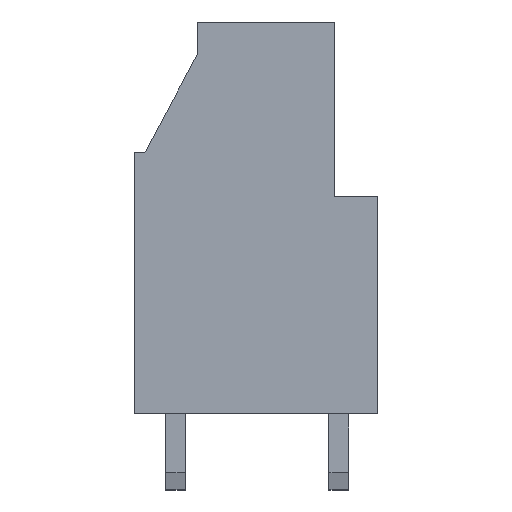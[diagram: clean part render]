
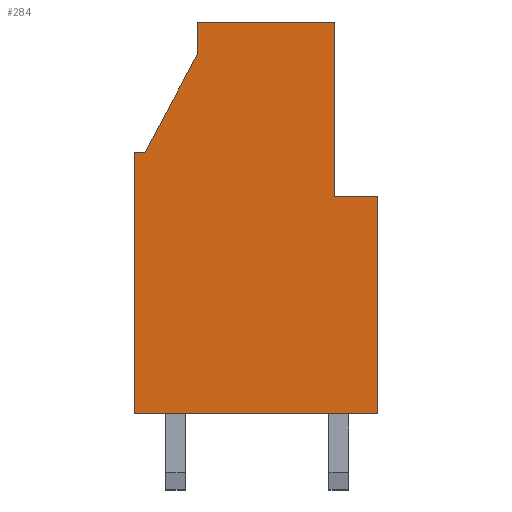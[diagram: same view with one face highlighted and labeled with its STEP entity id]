
A CAD part, front view. The second image highlights one B-rep face of the part: STEP entity #284.
In plain terms, the highlighted planar face has unit normal (0, -1, 0).
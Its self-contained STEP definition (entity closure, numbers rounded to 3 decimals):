
#284 = ADVANCED_FACE( '', ( #580 ), #581, .T. );
#580 = FACE_OUTER_BOUND( '', #890, .T. );
#581 = PLANE( '', #891 );
#890 = EDGE_LOOP( '', ( #1587, #1588, #1589, #1590, #1591, #1592, #1593, #1594, #1595 ) );
#891 = AXIS2_PLACEMENT_3D( '', #1596, #1597, #1598 );
#1587 = ORIENTED_EDGE( '', *, *, #2207, .T. );
#1588 = ORIENTED_EDGE( '', *, *, #2208, .F. );
#1589 = ORIENTED_EDGE( '', *, *, #1999, .F. );
#1590 = ORIENTED_EDGE( '', *, *, #2049, .T. );
#1591 = ORIENTED_EDGE( '', *, *, #2209, .T. );
#1592 = ORIENTED_EDGE( '', *, *, #2210, .T. );
#1593 = ORIENTED_EDGE( '', *, *, #2211, .T. );
#1594 = ORIENTED_EDGE( '', *, *, #1970, .T. );
#1595 = ORIENTED_EDGE( '', *, *, #2176, .F. );
#1596 = CARTESIAN_POINT( '', ( 0., -7.62, 0. ) );
#1597 = DIRECTION( '', ( 0., -1., 0. ) );
#1598 = DIRECTION( '', ( 0., 0., -1. ) );
#1970 = EDGE_CURVE( '', #2375, #2372, #2376, .T. );
#1999 = EDGE_CURVE( '', #2426, #2428, #2429, .T. );
#2049 = EDGE_CURVE( '', #2426, #2506, #2508, .T. );
#2176 = EDGE_CURVE( '', #2696, #2372, #2698, .T. );
#2207 = EDGE_CURVE( '', #2696, #2736, #2737, .T. );
#2208 = EDGE_CURVE( '', #2428, #2736, #2738, .T. );
#2209 = EDGE_CURVE( '', #2506, #2739, #2740, .T. );
#2210 = EDGE_CURVE( '', #2739, #2741, #2742, .T. );
#2211 = EDGE_CURVE( '', #2741, #2375, #2743, .T. );
#2372 = VERTEX_POINT( '', #2956 );
#2375 = VERTEX_POINT( '', #2960 );
#2376 = LINE( '', #2961, #2962 );
#2426 = VERTEX_POINT( '', #3034 );
#2428 = VERTEX_POINT( '', #3037 );
#2429 = LINE( '', #3038, #3039 );
#2506 = VERTEX_POINT( '', #3153 );
#2508 = LINE( '', #3156, #3157 );
#2696 = VERTEX_POINT( '', #3430 );
#2698 = LINE( '', #3433, #3434 );
#2736 = VERTEX_POINT( '', #3495 );
#2737 = LINE( '', #3496, #3497 );
#2738 = LINE( '', #3498, #3499 );
#2739 = VERTEX_POINT( '', #3500 );
#2740 = LINE( '', #3501, #3502 );
#2741 = VERTEX_POINT( '', #3503 );
#2742 = LINE( '', #3504, #3505 );
#2743 = LINE( '', #3506, #3507 );
#2956 = CARTESIAN_POINT( '', ( 0., -7.62, 0. ) );
#2960 = CARTESIAN_POINT( '', ( 0., -7.62, 12. ) );
#2961 = CARTESIAN_POINT( '', ( 0., -7.62, 18. ) );
#2962 = VECTOR( '', #3666, 1000. );
#3034 = CARTESIAN_POINT( '', ( 9.2, -7.62, 18. ) );
#3037 = CARTESIAN_POINT( '', ( 9.2, -7.62, 10. ) );
#3038 = CARTESIAN_POINT( '', ( 9.2, -7.62, 18. ) );
#3039 = VECTOR( '', #3690, 1000. );
#3153 = CARTESIAN_POINT( '', ( 2.9, -7.62, 18. ) );
#3156 = CARTESIAN_POINT( '', ( 11.2, -7.62, 18. ) );
#3157 = VECTOR( '', #3732, 1000. );
#3430 = CARTESIAN_POINT( '', ( 11.2, -7.62, 0. ) );
#3433 = CARTESIAN_POINT( '', ( 1.741, -7.62, 0. ) );
#3434 = VECTOR( '', #3846, 1000. );
#3495 = CARTESIAN_POINT( '', ( 11.2, -7.62, 10. ) );
#3496 = CARTESIAN_POINT( '', ( 11.2, -7.62, -3.5 ) );
#3497 = VECTOR( '', #3873, 1000. );
#3498 = CARTESIAN_POINT( '', ( 9.447, -7.62, 10. ) );
#3499 = VECTOR( '', #3874, 1000. );
#3500 = CARTESIAN_POINT( '', ( 2.9, -7.62, 16.5 ) );
#3501 = CARTESIAN_POINT( '', ( 2.9, -7.62, -1. ) );
#3502 = VECTOR( '', #3875, 1000. );
#3503 = CARTESIAN_POINT( '', ( 0.5, -7.62, 12. ) );
#3504 = CARTESIAN_POINT( '', ( -3.824, -7.62, 3.893 ) );
#3505 = VECTOR( '', #3876, 1000. );
#3506 = CARTESIAN_POINT( '', ( 5.35, -7.62, 12. ) );
#3507 = VECTOR( '', #3877, 1000. );
#3666 = DIRECTION( '', ( 0., 0., -1. ) );
#3690 = DIRECTION( '', ( 0., 0., -1. ) );
#3732 = DIRECTION( '', ( -1., 0., 0. ) );
#3846 = DIRECTION( '', ( -1., 0., 0. ) );
#3873 = DIRECTION( '', ( 0., 0., 1. ) );
#3874 = DIRECTION( '', ( 1., 0., 0. ) );
#3875 = DIRECTION( '', ( 0., 0., -1. ) );
#3876 = DIRECTION( '', ( -0.471, 0., -0.882 ) );
#3877 = DIRECTION( '', ( -1., 0., 0. ) );
